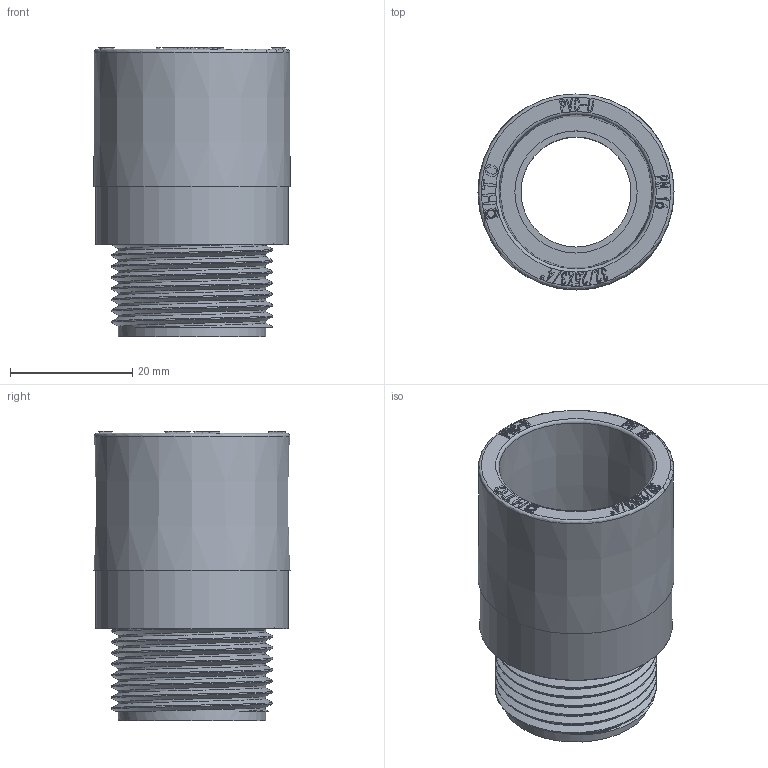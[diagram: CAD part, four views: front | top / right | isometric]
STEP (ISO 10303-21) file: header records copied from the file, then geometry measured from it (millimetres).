
FILE_DESCRIPTION(/* description */ (''),/* implementation_level */ '2;1');
FILE_NAME(/* name */ 'Z7A025025.stp',/* time_stamp */ '2025-10-14T08:13:02+08:00',/* author */ (''),/* organization */ (''),/* preprocessor_version */ 'ST-DEVELOPER v16.7',/* originating_system */ 'SIEMENS PLM Software NX 12.0',/* authorisation */ '');
FILE_SCHEMA (('AUTOMOTIVE_DESIGN { 1 0 10303 214 3 1 1 1 }'));
Length unit declared in the file: millimetre
Products named in the file (1): Admi18A8C8BF3he3
Bounding box: 32.1 x 32.1 x 47.3 mm (x, y, z)
Volume: 15887.2 mm3; surface area: 9573.9 mm2
Topology: 1 solids, 1 shells, 626 faces, 1769 edges, 1179 vertices
Faces by surface type: plane 512, extrusion 89, cylinder 18, torus 3, bspline 2, cone 2
Full cylindrical faces by diameter (mm): 1.167 x1, 1.556 x1, 18 x1, 20 x1, 24.117 x8, 31.6 x1
Entity records: 24117 total; most frequent: CARTESIAN_POINT 10334, ORIENTED_EDGE 3458, DIRECTION 1789, EDGE_CURVE 1729, B_SPLINE_CURVE_WITH_KNOTS 1210, VERTEX_POINT 1157, EDGE_LOOP 666, VECTOR 663
